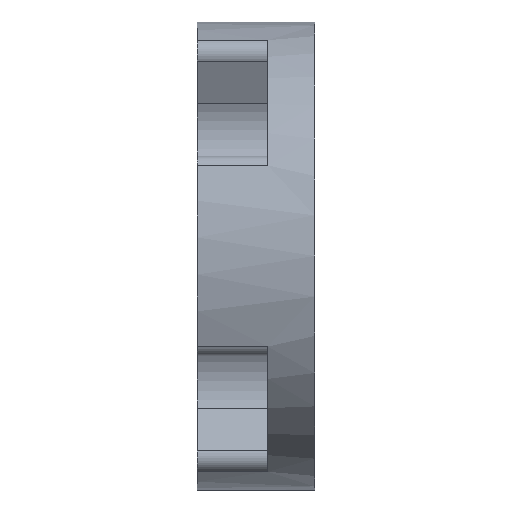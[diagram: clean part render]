
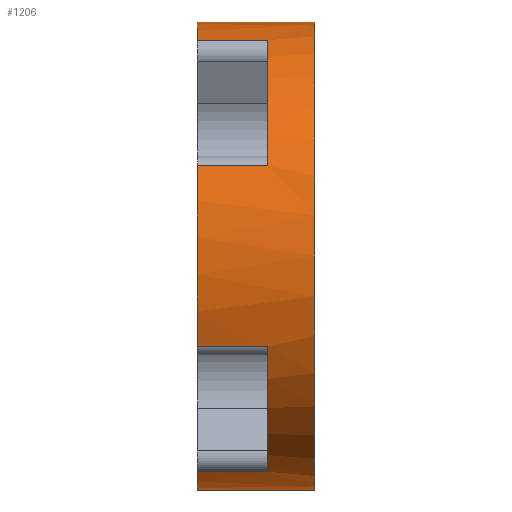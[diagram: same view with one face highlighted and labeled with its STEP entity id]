
A CAD part, left-side view. The second image highlights one B-rep face of the part: STEP entity #1206.
In plain terms, the highlighted cylindrical face has radius 12.696 mm (diameter 25.392 mm), a partial arc.
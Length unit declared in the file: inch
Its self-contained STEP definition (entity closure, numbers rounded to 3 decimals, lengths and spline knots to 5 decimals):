
#4 = ORIENTED_EDGE ( 'NONE', *, *, #1039, .T. ) ;
#10 = VECTOR ( 'NONE', #900, 39.37008 ) ;
#39 = ORIENTED_EDGE ( 'NONE', *, *, #274, .F. ) ;
#66 = VERTEX_POINT ( 'NONE', #1674 ) ;
#125 = AXIS2_PLACEMENT_3D ( 'NONE', #674, #1765, #1583 ) ;
#134 = AXIS2_PLACEMENT_3D ( 'NONE', #1071, #1180, #1429 ) ;
#139 = EDGE_CURVE ( 'NONE', #441, #772, #1129, .T. ) ;
#155 = AXIS2_PLACEMENT_3D ( 'NONE', #1421, #1725, #1568 ) ;
#157 = VERTEX_POINT ( 'NONE', #1576 ) ;
#161 = EDGE_CURVE ( 'NONE', #441, #66, #1806, .T. ) ;
#165 = EDGE_CURVE ( 'NONE', #1054, #66, #1078, .T. ) ;
#169 = AXIS2_PLACEMENT_3D ( 'NONE', #1532, #1500, #617 ) ;
#178 = VERTEX_POINT ( 'NONE', #815 ) ;
#198 = AXIS2_PLACEMENT_3D ( 'NONE', #1569, #1733, #1497 ) ;
#206 = EDGE_CURVE ( 'NONE', #1054, #473, #273, .T. ) ;
#216 = AXIS2_PLACEMENT_3D ( 'NONE', #1321, #847, #378 ) ;
#219 = EDGE_CURVE ( 'NONE', #157, #473, #658, .T. ) ;
#222 = ORIENTED_EDGE ( 'NONE', *, *, #981, .T. ) ;
#228 = EDGE_CURVE ( 'NONE', #982, #178, #609, .T. ) ;
#232 = CARTESIAN_POINT ( 'NONE',  ( -0.19354, 0.25, -0.46086 ) ) ;
#233 = CYLINDRICAL_SURFACE ( 'NONE', #1545, 0.49985 ) ;
#239 = LINE ( 'NONE', #825, #928 ) ;
#241 = CARTESIAN_POINT ( 'NONE',  ( 0., 0.25, -0.49985 ) ) ;
#242 = CIRCLE ( 'NONE', #134, 0.49985 ) ;
#243 = EDGE_CURVE ( 'NONE', #982, #1254, #1022, .T. ) ;
#271 = DIRECTION ( 'NONE',  ( 0., -1., 0. ) ) ;
#273 = LINE ( 'NONE', #979, #1519 ) ;
#274 = EDGE_CURVE ( 'NONE', #1278, #1254, #242, .T. ) ;
#277 = CARTESIAN_POINT ( 'NONE',  ( 0., 0.25, 0. ) ) ;
#279 = EDGE_CURVE ( 'NONE', #949, #740, #1720, .T. ) ;
#282 = DIRECTION ( 'NONE',  ( 0., 0., -1. ) ) ;
#302 = CARTESIAN_POINT ( 'NONE',  ( -0.19354, 0.25, 0.46086 ) ) ;
#332 = ORIENTED_EDGE ( 'NONE', *, *, #165, .F. ) ;
#351 = EDGE_LOOP ( 'NONE', ( #1587, #1287, #1188, #332, #1131, #1449, #222, #1394, #856, #39, #4, #1361 ) ) ;
#378 = DIRECTION ( 'NONE',  ( 0., 0., 1. ) ) ;
#397 = LINE ( 'NONE', #940, #728 ) ;
#441 = VERTEX_POINT ( 'NONE', #302 ) ;
#473 = VERTEX_POINT ( 'NONE', #1250 ) ;
#609 = CIRCLE ( 'NONE', #155, 0.49985 ) ;
#617 = DIRECTION ( 'NONE',  ( 0., 0., 1. ) ) ;
#658 = CIRCLE ( 'NONE', #169, 0.49985 ) ;
#667 = DIRECTION ( 'NONE',  ( 0., 1., 0. ) ) ;
#674 = CARTESIAN_POINT ( 'NONE',  ( 0., 0., 0. ) ) ;
#728 = VECTOR ( 'NONE', #952, 39.37008 ) ;
#740 = VERTEX_POINT ( 'NONE', #1279 ) ;
#756 = CARTESIAN_POINT ( 'NONE',  ( -0.19354, 0.25, -0.46086 ) ) ;
#772 = VERTEX_POINT ( 'NONE', #1253 ) ;
#781 = CARTESIAN_POINT ( 'NONE',  ( -0.46086, 0.1, 0.19354 ) ) ;
#815 = CARTESIAN_POINT ( 'NONE',  ( -0.46086, 0.1, -0.19354 ) ) ;
#820 = DIRECTION ( 'NONE',  ( 0., -1., 0. ) ) ;
#825 = CARTESIAN_POINT ( 'NONE',  ( 0., 0.25, -0.49985 ) ) ;
#847 = DIRECTION ( 'NONE',  ( 0., 1., 0. ) ) ;
#856 = ORIENTED_EDGE ( 'NONE', *, *, #243, .T. ) ;
#900 = DIRECTION ( 'NONE',  ( 0., -1., 0. ) ) ;
#917 = CARTESIAN_POINT ( 'NONE',  ( 0., 0.25, 0.49985 ) ) ;
#928 = VECTOR ( 'NONE', #820, 39.37008 ) ;
#940 = CARTESIAN_POINT ( 'NONE',  ( -0.46086, 0.25, -0.19354 ) ) ;
#949 = VERTEX_POINT ( 'NONE', #997 ) ;
#952 = DIRECTION ( 'NONE',  ( 0., -1., 0. ) ) ;
#972 = CARTESIAN_POINT ( 'NONE',  ( -0.19354, 0.1, -0.46086 ) ) ;
#978 = VECTOR ( 'NONE', #667, 39.37008 ) ;
#979 = CARTESIAN_POINT ( 'NONE',  ( -0.46086, 0.25, 0.19354 ) ) ;
#981 = EDGE_CURVE ( 'NONE', #157, #178, #397, .T. ) ;
#982 = VERTEX_POINT ( 'NONE', #972 ) ;
#997 = CARTESIAN_POINT ( 'NONE',  ( 0., 0., -0.49985 ) ) ;
#1004 = EDGE_CURVE ( 'NONE', #772, #740, #1097, .T. ) ;
#1022 = LINE ( 'NONE', #756, #978 ) ;
#1039 = EDGE_CURVE ( 'NONE', #1278, #949, #239, .T. ) ;
#1054 = VERTEX_POINT ( 'NONE', #781 ) ;
#1071 = CARTESIAN_POINT ( 'NONE',  ( 0., 0.25, 0. ) ) ;
#1074 = DIRECTION ( 'NONE',  ( 0., -1., 0. ) ) ;
#1078 = CIRCLE ( 'NONE', #198, 0.49985 ) ;
#1097 = LINE ( 'NONE', #917, #10 ) ;
#1129 = CIRCLE ( 'NONE', #216, 0.49985 ) ;
#1131 = ORIENTED_EDGE ( 'NONE', *, *, #206, .T. ) ;
#1180 = DIRECTION ( 'NONE',  ( 0., 1., 0. ) ) ;
#1188 = ORIENTED_EDGE ( 'NONE', *, *, #161, .T. ) ;
#1206 = ADVANCED_FACE ( 'NONE', ( #1750 ), #233, .T. ) ;
#1250 = CARTESIAN_POINT ( 'NONE',  ( -0.46086, 0.25, 0.19354 ) ) ;
#1253 = CARTESIAN_POINT ( 'NONE',  ( 0., 0.25, 0.49985 ) ) ;
#1254 = VERTEX_POINT ( 'NONE', #232 ) ;
#1278 = VERTEX_POINT ( 'NONE', #241 ) ;
#1279 = CARTESIAN_POINT ( 'NONE',  ( 0., 0., 0.49985 ) ) ;
#1287 = ORIENTED_EDGE ( 'NONE', *, *, #139, .F. ) ;
#1321 = CARTESIAN_POINT ( 'NONE',  ( 0., 0.25, 0. ) ) ;
#1361 = ORIENTED_EDGE ( 'NONE', *, *, #279, .T. ) ;
#1394 = ORIENTED_EDGE ( 'NONE', *, *, #228, .F. ) ;
#1421 = CARTESIAN_POINT ( 'NONE',  ( 0., 0.1, 0. ) ) ;
#1429 = DIRECTION ( 'NONE',  ( 0., 0., 1. ) ) ;
#1431 = VECTOR ( 'NONE', #1074, 39.37008 ) ;
#1442 = DIRECTION ( 'NONE',  ( 0., 1., 0. ) ) ;
#1449 = ORIENTED_EDGE ( 'NONE', *, *, #219, .F. ) ;
#1497 = DIRECTION ( 'NONE',  ( 0., 0., -1. ) ) ;
#1500 = DIRECTION ( 'NONE',  ( 0., 1., 0. ) ) ;
#1519 = VECTOR ( 'NONE', #1442, 39.37008 ) ;
#1532 = CARTESIAN_POINT ( 'NONE',  ( 0., 0.25, 0. ) ) ;
#1545 = AXIS2_PLACEMENT_3D ( 'NONE', #277, #271, #282 ) ;
#1568 = DIRECTION ( 'NONE',  ( 1., 0., 0. ) ) ;
#1569 = CARTESIAN_POINT ( 'NONE',  ( 0., 0.1, 0. ) ) ;
#1576 = CARTESIAN_POINT ( 'NONE',  ( -0.46086, 0.25, -0.19354 ) ) ;
#1583 = DIRECTION ( 'NONE',  ( 0., 0., 1. ) ) ;
#1587 = ORIENTED_EDGE ( 'NONE', *, *, #1004, .F. ) ;
#1674 = CARTESIAN_POINT ( 'NONE',  ( -0.19354, 0.1, 0.46086 ) ) ;
#1720 = CIRCLE ( 'NONE', #125, 0.49985 ) ;
#1725 = DIRECTION ( 'NONE',  ( 0., 1., 0. ) ) ;
#1733 = DIRECTION ( 'NONE',  ( 0., 1., 0. ) ) ;
#1750 = FACE_OUTER_BOUND ( 'NONE', #351, .T. ) ;
#1765 = DIRECTION ( 'NONE',  ( 0., 1., 0. ) ) ;
#1802 = CARTESIAN_POINT ( 'NONE',  ( -0.19354, 0.25, 0.46086 ) ) ;
#1806 = LINE ( 'NONE', #1802, #1431 ) ;
